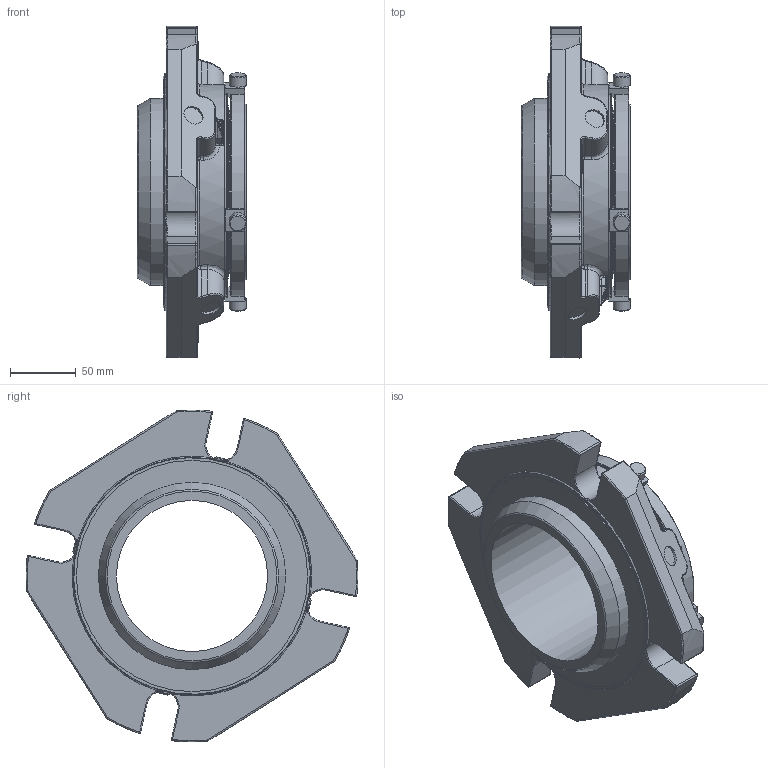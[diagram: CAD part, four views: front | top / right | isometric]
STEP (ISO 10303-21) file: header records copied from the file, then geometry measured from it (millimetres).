
FILE_DESCRIPTION(/* description */ ('Unknown'),/* implementation_level */ '2;1');
FILE_NAME(/* name */ '115mm SMSS SEAL ARRANGEMENT',/* time_stamp */ '2023-05-10T11:01:40+01:00',/* author */ ('Unknown'),/* organization */ ('Unknown'),/* preprocessor_version */ 'ST-DEVELOPER v18.102',/* originating_system */ 'Solid Edge',/* authorisation */ 'Unknown');
FILE_SCHEMA (('AUTOMOTIVE_DESIGN {1 0 10303 214 3 1 1}'));
Length unit declared in the file: millimetre
Products named in the file (1): 115mm
Bounding box: 83.46 x 252.68 x 252.68 mm (x, y, z)
Volume: 1312140.8 mm3; surface area: 165737.9 mm2
Topology: 1 solids, 1 shells, 918 faces, 2414 edges, 1474 vertices
Faces by surface type: cylinder 267, bspline 251, plane 250, torus 99, sphere 26, cone 25
Full cylindrical faces by diameter (mm): 2.194 x1, 13 x4, 15.5 x4, 115.011 x1, 123.8 x2, 124.663 x1, 131.75 x1, 139.192 x1, 142.494 x1, 158.75 x1, 160.274 x1, 176 x1, 180.597 x1
Entity records: 33047 total; most frequent: CARTESIAN_POINT 12380, ORIENTED_EDGE 4612, DIRECTION 3814, EDGE_CURVE 2306, VERTEX_POINT 1454, AXIS2_PLACEMENT_3D 1430, EDGE_LOOP 1008, FACE_BOUND 1008
